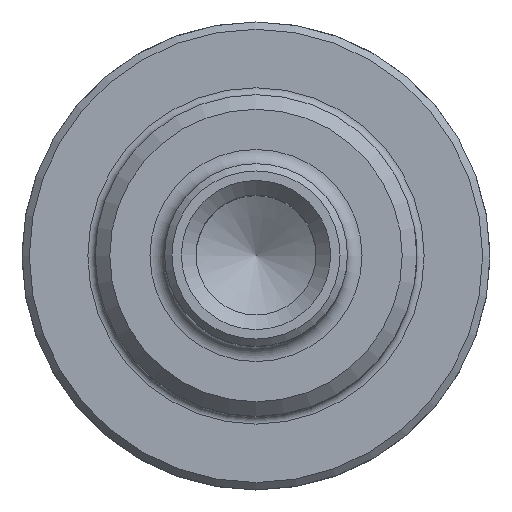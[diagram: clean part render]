
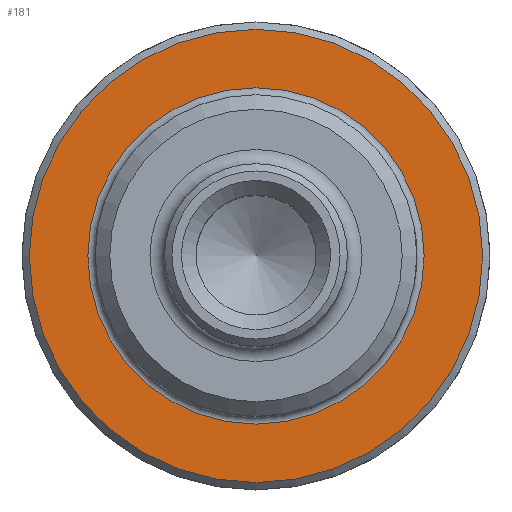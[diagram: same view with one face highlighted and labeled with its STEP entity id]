
A CAD part, top view. The second image highlights one B-rep face of the part: STEP entity #181.
In plain terms, the highlighted planar face has unit normal (0, 0, 1).
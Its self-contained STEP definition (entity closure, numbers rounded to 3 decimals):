
#58=PLANE('',#660);
#181=ADVANCED_FACE('',(#230,#231),#58,.T.);
#230=FACE_BOUND('',#303,.T.);
#231=FACE_BOUND('',#304,.T.);
#303=EDGE_LOOP('',(#406));
#304=EDGE_LOOP('',(#407));
#406=ORIENTED_EDGE('',*,*,#499,.T.);
#407=ORIENTED_EDGE('',*,*,#494,.T.);
#445=VERTEX_POINT('',#860);
#450=VERTEX_POINT('',#873);
#494=EDGE_CURVE('',#445,#445,#555,.T.);
#499=EDGE_CURVE('',#450,#450,#560,.T.);
#555=CIRCLE('',#593,11.5);
#560=CIRCLE('',#601,15.5);
#593=AXIS2_PLACEMENT_3D('',#859,#680,#681);
#601=AXIS2_PLACEMENT_3D('',#872,#696,#697);
#660=AXIS2_PLACEMENT_3D('',#1077,#838,#839);
#680=DIRECTION('',(0.,0.,-1.));
#681=DIRECTION('',(1.,0.,0.));
#696=DIRECTION('',(0.,0.,1.));
#697=DIRECTION('',(1.,0.,0.));
#838=DIRECTION('',(0.,0.,1.));
#839=DIRECTION('',(1.,0.,0.));
#859=CARTESIAN_POINT('',(0.,0.,4.5));
#860=CARTESIAN_POINT('',(11.5,0.,4.5));
#872=CARTESIAN_POINT('',(0.,0.,4.5));
#873=CARTESIAN_POINT('',(15.5,0.,4.5));
#1077=CARTESIAN_POINT('',(0.,0.,4.5));
